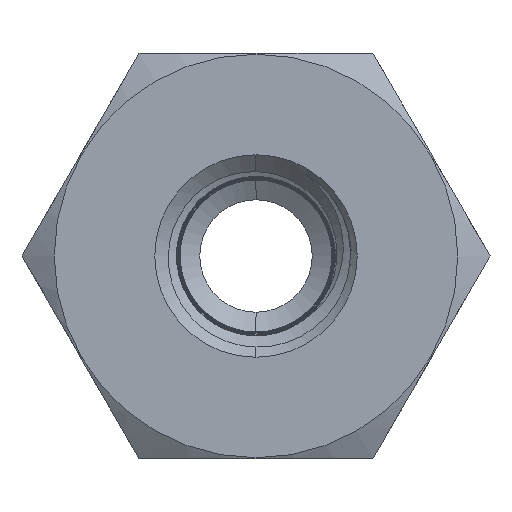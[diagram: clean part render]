
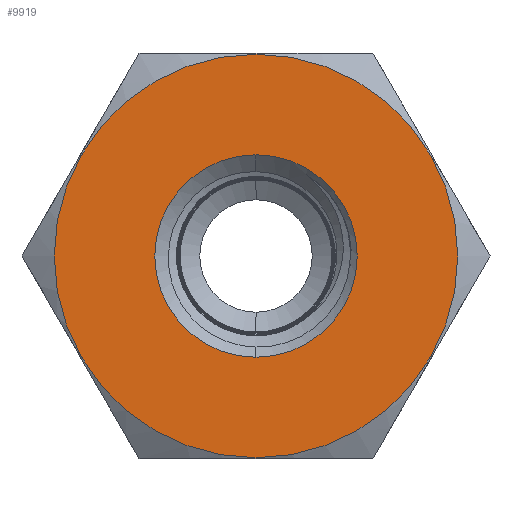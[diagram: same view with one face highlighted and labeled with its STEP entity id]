
A CAD part, left-side view. The second image highlights one B-rep face of the part: STEP entity #9919.
In plain terms, the highlighted planar face has unit normal (-1, 0, 0).
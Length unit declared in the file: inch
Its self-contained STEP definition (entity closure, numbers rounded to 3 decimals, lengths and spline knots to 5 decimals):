
#4 = DIRECTION ( 'NONE',  ( 0., 0., 1. ) ) ;
#674 = CIRCLE ( 'NONE', #9788, 0.281 ) ;
#748 = CARTESIAN_POINT ( 'NONE',  ( -1.24968, 0., -0.281 ) ) ;
#883 = CARTESIAN_POINT ( 'NONE',  ( -1.24968, 0.56, 0. ) ) ;
#1315 = ORIENTED_EDGE ( 'NONE', *, *, #5000, .F. ) ;
#1352 = DIRECTION ( 'NONE',  ( -1., 0., 0. ) ) ;
#2178 = ORIENTED_EDGE ( 'NONE', *, *, #2855, .F. ) ;
#2439 = FACE_OUTER_BOUND ( 'NONE', #4559, .T. ) ;
#2463 = EDGE_LOOP ( 'NONE', ( #1315, #4835 ) ) ;
#2553 = ORIENTED_EDGE ( 'NONE', *, *, #8318, .F. ) ;
#2855 = EDGE_CURVE ( 'NONE', #5151, #2921, #5461, .T. ) ;
#2921 = VERTEX_POINT ( 'NONE', #4779 ) ;
#2995 = CIRCLE ( 'NONE', #5899, 0.281 ) ;
#3045 = CARTESIAN_POINT ( 'NONE',  ( -1.24968, 0., 0. ) ) ;
#3193 = DIRECTION ( 'NONE',  ( 1., 0., 0. ) ) ;
#3400 = CARTESIAN_POINT ( 'NONE',  ( -1.24968, 0., 0. ) ) ;
#4483 = AXIS2_PLACEMENT_3D ( 'NONE', #3045, #10084, #4898 ) ;
#4559 = EDGE_LOOP ( 'NONE', ( #2178, #2553 ) ) ;
#4779 = CARTESIAN_POINT ( 'NONE',  ( -1.24968, 0., 0.56 ) ) ;
#4835 = ORIENTED_EDGE ( 'NONE', *, *, #6394, .F. ) ;
#4883 = CARTESIAN_POINT ( 'NONE',  ( -1.24968, 0., 0. ) ) ;
#4898 = DIRECTION ( 'NONE',  ( 0., 0., -1. ) ) ;
#4968 = CARTESIAN_POINT ( 'NONE',  ( -1.24968, 0., 0. ) ) ;
#5000 = EDGE_CURVE ( 'NONE', #6999, #11289, #2995, .T. ) ;
#5008 = DIRECTION ( 'NONE',  ( 0., 0., -1. ) ) ;
#5151 = VERTEX_POINT ( 'NONE', #10408 ) ;
#5461 = CIRCLE ( 'NONE', #4483, 0.56 ) ;
#5899 = AXIS2_PLACEMENT_3D ( 'NONE', #3400, #11236, #6949 ) ;
#6290 = CIRCLE ( 'NONE', #7336, 0.56 ) ;
#6394 = EDGE_CURVE ( 'NONE', #11289, #6999, #674, .T. ) ;
#6908 = AXIS2_PLACEMENT_3D ( 'NONE', #883, #9629, #4 ) ;
#6949 = DIRECTION ( 'NONE',  ( 0., 0., 1. ) ) ;
#6999 = VERTEX_POINT ( 'NONE', #7130 ) ;
#7045 = PLANE ( 'NONE',  #6908 ) ;
#7130 = CARTESIAN_POINT ( 'NONE',  ( -1.24968, 0., 0.281 ) ) ;
#7336 = AXIS2_PLACEMENT_3D ( 'NONE', #4968, #3193, #5008 ) ;
#8318 = EDGE_CURVE ( 'NONE', #2921, #5151, #6290, .T. ) ;
#8463 = DIRECTION ( 'NONE',  ( 0., 0., 1. ) ) ;
#9629 = DIRECTION ( 'NONE',  ( -1., 0., 0. ) ) ;
#9788 = AXIS2_PLACEMENT_3D ( 'NONE', #4883, #1352, #8463 ) ;
#9919 = ADVANCED_FACE ( 'NONE', ( #2439, #10124 ), #7045, .T. ) ;
#10084 = DIRECTION ( 'NONE',  ( 1., 0., 0. ) ) ;
#10124 = FACE_BOUND ( 'NONE', #2463, .T. ) ;
#10408 = CARTESIAN_POINT ( 'NONE',  ( -1.24968, 0., -0.56 ) ) ;
#11236 = DIRECTION ( 'NONE',  ( -1., 0., 0. ) ) ;
#11289 = VERTEX_POINT ( 'NONE', #748 ) ;
